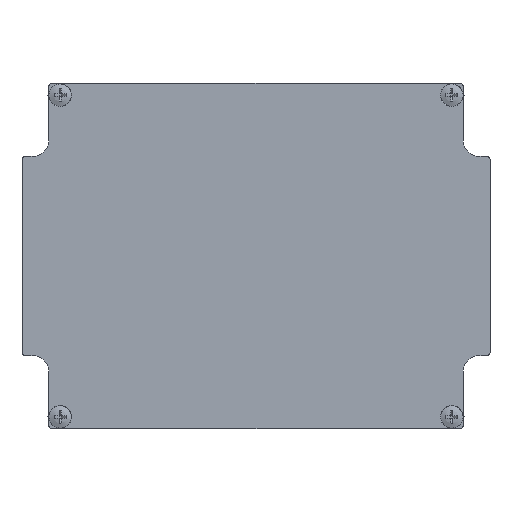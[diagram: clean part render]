
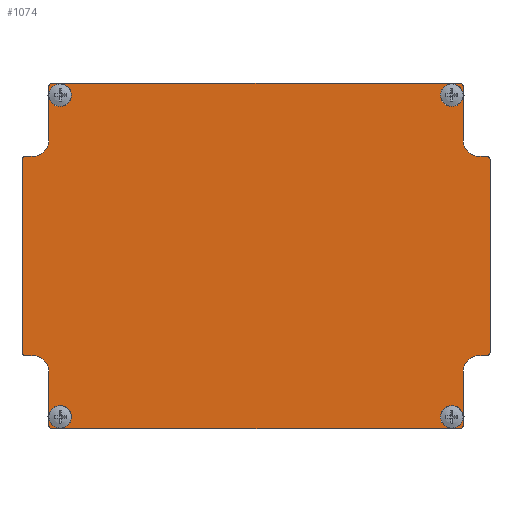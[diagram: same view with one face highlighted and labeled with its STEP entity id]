
A CAD part, top view. The second image highlights one B-rep face of the part: STEP entity #1074.
In plain terms, the highlighted planar face has unit normal (0, 0, 1).
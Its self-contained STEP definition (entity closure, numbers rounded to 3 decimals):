
#123=CARTESIAN_POINT('',(-77.95,60.5,1.));
#124=VERTEX_POINT('',#123);
#125=CARTESIAN_POINT('',(-73.65,60.5,1.0));
#126=DIRECTION('',(0.0,0.0,-1.0));
#127=DIRECTION('',(1.0,0.0,0.0));
#128=AXIS2_PLACEMENT_3D('',#125,#126,#127);
#129=CIRCLE('',#128,4.3);
#130=EDGE_CURVE('',#124,#124,#129,.T.);
#151=CARTESIAN_POINT('',(-77.95,-60.5,1.));
#152=VERTEX_POINT('',#151);
#153=CARTESIAN_POINT('',(-73.65,-60.5,1.0));
#154=DIRECTION('',(0.0,0.0,-1.0));
#155=DIRECTION('',(1.0,0.0,0.0));
#156=AXIS2_PLACEMENT_3D('',#153,#154,#155);
#157=CIRCLE('',#156,4.3);
#158=EDGE_CURVE('',#152,#152,#157,.T.);
#179=CARTESIAN_POINT('',(69.35,60.5,1.));
#180=VERTEX_POINT('',#179);
#181=CARTESIAN_POINT('',(73.65,60.5,1.0));
#182=DIRECTION('',(0.0,0.0,-1.0));
#183=DIRECTION('',(1.0,0.0,0.0));
#184=AXIS2_PLACEMENT_3D('',#181,#182,#183);
#185=CIRCLE('',#184,4.3);
#186=EDGE_CURVE('',#180,#180,#185,.T.);
#207=CARTESIAN_POINT('',(69.35,-60.5,1.));
#208=VERTEX_POINT('',#207);
#209=CARTESIAN_POINT('',(73.65,-60.5,1.0));
#210=DIRECTION('',(0.0,0.0,-1.0));
#211=DIRECTION('',(1.0,0.0,0.0));
#212=AXIS2_PLACEMENT_3D('',#209,#210,#211);
#213=CIRCLE('',#212,4.3);
#214=EDGE_CURVE('',#208,#208,#213,.T.);
#224=CARTESIAN_POINT('',(-76.8,-64.9,1.0));
#225=VERTEX_POINT('',#224);
#226=CARTESIAN_POINT('',(-78.0,-63.7,1.0));
#227=VERTEX_POINT('',#226);
#228=CARTESIAN_POINT('',(-76.8,-63.7,1.0));
#229=DIRECTION('',(0.0,0.0,-1.));
#230=DIRECTION('',(-0.707,-0.707,0.0));
#231=AXIS2_PLACEMENT_3D('',#228,#229,#230);
#232=CIRCLE('',#231,1.2);
#233=EDGE_CURVE('',#225,#227,#232,.T.);
#275=CARTESIAN_POINT('',(76.8,-64.9,1.0));
#276=VERTEX_POINT('',#275);
#283=CARTESIAN_POINT('',(76.8,-64.9,1.0));
#284=DIRECTION('',(-1.0,0.0,0.0));
#285=VECTOR('',#284,153.6);
#286=LINE('',#283,#285);
#287=EDGE_CURVE('',#276,#225,#286,.T.);
#504=CARTESIAN_POINT('',(-86.8,-37.5,1.0));
#505=VERTEX_POINT('',#504);
#506=CARTESIAN_POINT('',(-88.0,-36.3,1.0));
#507=VERTEX_POINT('',#506);
#508=CARTESIAN_POINT('',(-86.8,-36.3,1.0));
#509=DIRECTION('',(0.0,0.0,-1.0));
#510=DIRECTION('',(-0.707,-0.707,0.0));
#511=AXIS2_PLACEMENT_3D('',#508,#509,#510);
#512=CIRCLE('',#511,1.2);
#513=EDGE_CURVE('',#505,#507,#512,.T.);
#537=CARTESIAN_POINT('',(-88.0,36.3,1.0));
#538=VERTEX_POINT('',#537);
#539=CARTESIAN_POINT('',(-88.0,-36.3,1.0));
#540=DIRECTION('',(0.0,1.0,0.0));
#541=VECTOR('',#540,72.6);
#542=LINE('',#539,#541);
#543=EDGE_CURVE('',#507,#538,#542,.T.);
#560=CARTESIAN_POINT('',(-86.8,37.5,1.0));
#561=VERTEX_POINT('',#560);
#562=CARTESIAN_POINT('',(-86.8,36.3,1.0));
#563=DIRECTION('',(0.0,0.0,-1.0));
#564=DIRECTION('',(-0.707,0.707,0.0));
#565=AXIS2_PLACEMENT_3D('',#562,#563,#564);
#566=CIRCLE('',#565,1.2);
#567=EDGE_CURVE('',#538,#561,#566,.T.);
#585=CARTESIAN_POINT('',(-78.0,63.7,1.0));
#586=VERTEX_POINT('',#585);
#587=CARTESIAN_POINT('',(-76.8,64.9,1.0));
#588=VERTEX_POINT('',#587);
#589=CARTESIAN_POINT('',(-76.8,63.7,1.0));
#590=DIRECTION('',(0.0,0.0,-1.));
#591=DIRECTION('',(-0.707,0.707,0.0));
#592=AXIS2_PLACEMENT_3D('',#589,#590,#591);
#593=CIRCLE('',#592,1.2);
#594=EDGE_CURVE('',#586,#588,#593,.T.);
#618=CARTESIAN_POINT('',(76.8,64.9,1.0));
#619=VERTEX_POINT('',#618);
#620=CARTESIAN_POINT('',(-76.8,64.9,1.0));
#621=DIRECTION('',(1.0,0.0,0.0));
#622=VECTOR('',#621,153.6);
#623=LINE('',#620,#622);
#624=EDGE_CURVE('',#588,#619,#623,.T.);
#641=CARTESIAN_POINT('',(78.0,63.7,1.0));
#642=VERTEX_POINT('',#641);
#643=CARTESIAN_POINT('',(76.8,63.7,1.0));
#644=DIRECTION('',(0.0,0.0,-1.));
#645=DIRECTION('',(0.707,0.707,0.0));
#646=AXIS2_PLACEMENT_3D('',#643,#644,#645);
#647=CIRCLE('',#646,1.2);
#648=EDGE_CURVE('',#619,#642,#647,.T.);
#666=CARTESIAN_POINT('',(86.8,37.5,1.0));
#667=VERTEX_POINT('',#666);
#668=CARTESIAN_POINT('',(88.0,36.3,1.0));
#669=VERTEX_POINT('',#668);
#670=CARTESIAN_POINT('',(86.8,36.3,1.0));
#671=DIRECTION('',(0.0,0.0,-1.0));
#672=DIRECTION('',(0.707,0.707,0.0));
#673=AXIS2_PLACEMENT_3D('',#670,#671,#672);
#674=CIRCLE('',#673,1.2);
#675=EDGE_CURVE('',#667,#669,#674,.T.);
#699=CARTESIAN_POINT('',(88.0,-36.3,1.0));
#700=VERTEX_POINT('',#699);
#701=CARTESIAN_POINT('',(88.0,36.3,1.0));
#702=DIRECTION('',(0.0,-1.0,0.0));
#703=VECTOR('',#702,72.6);
#704=LINE('',#701,#703);
#705=EDGE_CURVE('',#669,#700,#704,.T.);
#722=CARTESIAN_POINT('',(86.8,-37.5,1.0));
#723=VERTEX_POINT('',#722);
#724=CARTESIAN_POINT('',(86.8,-36.3,1.0));
#725=DIRECTION('',(0.0,0.0,-1.0));
#726=DIRECTION('',(0.707,-0.707,0.0));
#727=AXIS2_PLACEMENT_3D('',#724,#725,#726);
#728=CIRCLE('',#727,1.2);
#729=EDGE_CURVE('',#700,#723,#728,.T.);
#747=CARTESIAN_POINT('',(78.0,-63.7,1.0));
#748=VERTEX_POINT('',#747);
#749=CARTESIAN_POINT('',(76.8,-63.7,1.0));
#750=DIRECTION('',(0.0,0.0,-1.));
#751=DIRECTION('',(0.707,-0.707,0.0));
#752=AXIS2_PLACEMENT_3D('',#749,#750,#751);
#753=CIRCLE('',#752,1.2);
#754=EDGE_CURVE('',#748,#276,#753,.T.);
#773=CARTESIAN_POINT('',(78.0,43.3,1.0));
#774=VERTEX_POINT('',#773);
#781=CARTESIAN_POINT('',(83.8,37.5,1.0));
#782=VERTEX_POINT('',#781);
#783=CARTESIAN_POINT('',(83.8,43.3,1.0));
#784=DIRECTION('',(0.0,0.0,1.));
#785=DIRECTION('',(-0.707,-0.707,0.0));
#786=AXIS2_PLACEMENT_3D('',#783,#784,#785);
#787=CIRCLE('',#786,5.8);
#788=EDGE_CURVE('',#774,#782,#787,.T.);
#805=CARTESIAN_POINT('',(78.0,63.7,1.0));
#806=DIRECTION('',(0.0,-1.0,0.0));
#807=VECTOR('',#806,20.4);
#808=LINE('',#805,#807);
#809=EDGE_CURVE('',#642,#774,#808,.T.);
#822=CARTESIAN_POINT('',(83.8,-37.5,1.0));
#823=VERTEX_POINT('',#822);
#830=CARTESIAN_POINT('',(78.0,-43.3,1.0));
#831=VERTEX_POINT('',#830);
#832=CARTESIAN_POINT('',(83.8,-43.3,1.0));
#833=DIRECTION('',(0.0,0.0,1.0));
#834=DIRECTION('',(-0.707,0.707,0.0));
#835=AXIS2_PLACEMENT_3D('',#832,#833,#834);
#836=CIRCLE('',#835,5.8);
#837=EDGE_CURVE('',#823,#831,#836,.T.);
#854=CARTESIAN_POINT('',(86.8,-37.5,1.0));
#855=DIRECTION('',(-1.0,0.0,0.0));
#856=VECTOR('',#855,3.);
#857=LINE('',#854,#856);
#858=EDGE_CURVE('',#723,#823,#857,.T.);
#871=CARTESIAN_POINT('',(-78.0,-43.3,1.0));
#872=VERTEX_POINT('',#871);
#879=CARTESIAN_POINT('',(-83.8,-37.5,1.0));
#880=VERTEX_POINT('',#879);
#881=CARTESIAN_POINT('',(-83.8,-43.3,1.0));
#882=DIRECTION('',(0.0,0.0,1.0));
#883=DIRECTION('',(0.707,0.707,0.0));
#884=AXIS2_PLACEMENT_3D('',#881,#882,#883);
#885=CIRCLE('',#884,5.8);
#886=EDGE_CURVE('',#872,#880,#885,.T.);
#903=CARTESIAN_POINT('',(-78.0,-63.7,1.0));
#904=DIRECTION('',(0.0,1.0,0.0));
#905=VECTOR('',#904,20.4);
#906=LINE('',#903,#905);
#907=EDGE_CURVE('',#227,#872,#906,.T.);
#920=CARTESIAN_POINT('',(-83.8,37.5,1.0));
#921=VERTEX_POINT('',#920);
#928=CARTESIAN_POINT('',(-78.0,43.3,1.0));
#929=VERTEX_POINT('',#928);
#930=CARTESIAN_POINT('',(-83.8,43.3,1.0));
#931=DIRECTION('',(0.0,0.0,1.0));
#932=DIRECTION('',(0.707,-0.707,0.0));
#933=AXIS2_PLACEMENT_3D('',#930,#931,#932);
#934=CIRCLE('',#933,5.8);
#935=EDGE_CURVE('',#921,#929,#934,.T.);
#952=CARTESIAN_POINT('',(-86.8,37.5,1.0));
#953=DIRECTION('',(1.0,0.0,0.0));
#954=VECTOR('',#953,3.);
#955=LINE('',#952,#954);
#956=EDGE_CURVE('',#561,#921,#955,.T.);
#971=CARTESIAN_POINT('',(-78.0,43.3,1.0));
#972=DIRECTION('',(0.0,1.0,0.0));
#973=VECTOR('',#972,20.4);
#974=LINE('',#971,#973);
#975=EDGE_CURVE('',#929,#586,#974,.T.);
#988=CARTESIAN_POINT('',(83.8,37.5,1.0));
#989=DIRECTION('',(1.0,0.0,0.0));
#990=VECTOR('',#989,3.0);
#991=LINE('',#988,#990);
#992=EDGE_CURVE('',#782,#667,#991,.T.);
#1005=CARTESIAN_POINT('',(78.0,-43.3,1.0));
#1006=DIRECTION('',(0.0,-1.0,0.0));
#1007=VECTOR('',#1006,20.4);
#1008=LINE('',#1005,#1007);
#1009=EDGE_CURVE('',#831,#748,#1008,.T.);
#1022=CARTESIAN_POINT('',(-83.8,-37.5,1.0));
#1023=DIRECTION('',(-1.0,0.0,0.0));
#1024=VECTOR('',#1023,3.);
#1025=LINE('',#1022,#1024);
#1026=EDGE_CURVE('',#880,#505,#1025,.T.);
#1031=CARTESIAN_POINT('',(0.,0.,1.0));
#1032=DIRECTION('',(0.0,0.0,1.0));
#1033=DIRECTION('',(1.0,0.0,0.0));
#1034=AXIS2_PLACEMENT_3D('',#1031,#1032,#1033);
#1035=PLANE('',#1034);
#1036=ORIENTED_EDGE('',*,*,#233,.F.);
#1037=ORIENTED_EDGE('',*,*,#287,.F.);
#1038=ORIENTED_EDGE('',*,*,#754,.F.);
#1039=ORIENTED_EDGE('',*,*,#1009,.F.);
#1040=ORIENTED_EDGE('',*,*,#837,.F.);
#1041=ORIENTED_EDGE('',*,*,#858,.F.);
#1042=ORIENTED_EDGE('',*,*,#729,.F.);
#1043=ORIENTED_EDGE('',*,*,#705,.F.);
#1044=ORIENTED_EDGE('',*,*,#675,.F.);
#1045=ORIENTED_EDGE('',*,*,#992,.F.);
#1046=ORIENTED_EDGE('',*,*,#788,.F.);
#1047=ORIENTED_EDGE('',*,*,#809,.F.);
#1048=ORIENTED_EDGE('',*,*,#648,.F.);
#1049=ORIENTED_EDGE('',*,*,#624,.F.);
#1050=ORIENTED_EDGE('',*,*,#594,.F.);
#1051=ORIENTED_EDGE('',*,*,#975,.F.);
#1052=ORIENTED_EDGE('',*,*,#935,.F.);
#1053=ORIENTED_EDGE('',*,*,#956,.F.);
#1054=ORIENTED_EDGE('',*,*,#567,.F.);
#1055=ORIENTED_EDGE('',*,*,#543,.F.);
#1056=ORIENTED_EDGE('',*,*,#513,.F.);
#1057=ORIENTED_EDGE('',*,*,#1026,.F.);
#1058=ORIENTED_EDGE('',*,*,#886,.F.);
#1059=ORIENTED_EDGE('',*,*,#907,.F.);
#1060=EDGE_LOOP('',(#1036,#1037,#1038,#1039,#1040,#1041,#1042,#1043,#1044,#1045,#1046,#1047,#1048,#1049,#1050,#1051,#1052,#1053,#1054,#1055,#1056,#1057,#1058,#1059));
#1061=FACE_OUTER_BOUND('',#1060,.T.);
#1062=ORIENTED_EDGE('',*,*,#214,.T.);
#1063=EDGE_LOOP('',(#1062));
#1064=FACE_BOUND('',#1063,.T.);
#1065=ORIENTED_EDGE('',*,*,#186,.T.);
#1066=EDGE_LOOP('',(#1065));
#1067=FACE_BOUND('',#1066,.T.);
#1068=ORIENTED_EDGE('',*,*,#158,.T.);
#1069=EDGE_LOOP('',(#1068));
#1070=FACE_BOUND('',#1069,.T.);
#1071=ORIENTED_EDGE('',*,*,#130,.T.);
#1072=EDGE_LOOP('',(#1071));
#1073=FACE_BOUND('',#1072,.T.);
#1074=ADVANCED_FACE('',(#1061,#1064,#1067,#1070,#1073),#1035,.T.);
